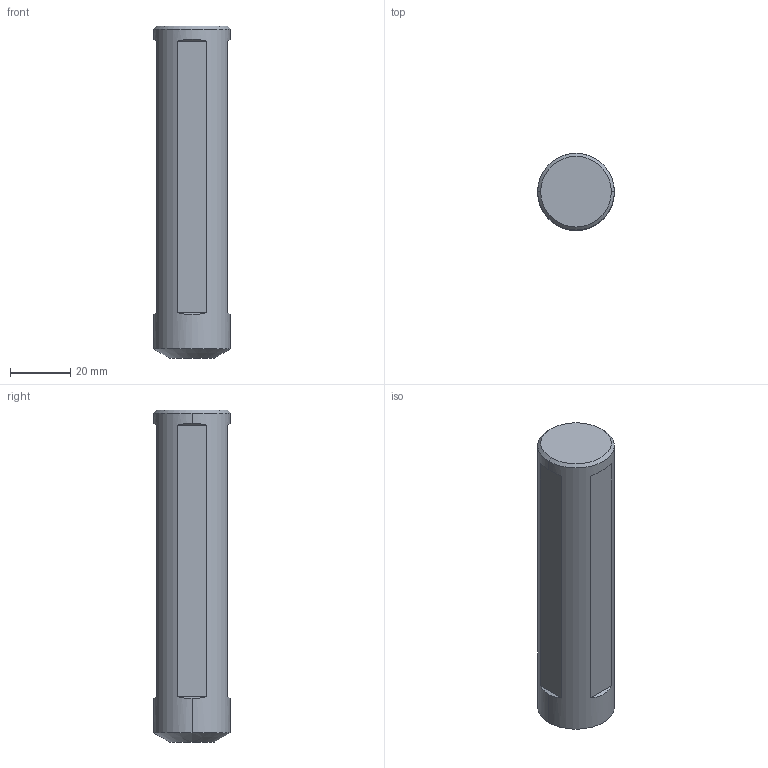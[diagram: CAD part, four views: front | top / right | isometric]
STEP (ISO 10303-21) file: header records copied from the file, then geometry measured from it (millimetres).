
FILE_DESCRIPTION(/* description */ (''),/* implementation_level */ '2;1');
FILE_NAME(/* name */ '1586151574561.stp',/* time_stamp */ '2020-04-06T11:10:01+06:00',/* author */ (''),/* organization */ ('SMS'),/* preprocessor_version */ 'ST-DEVELOPER v16.7',/* originating_system */ 'SIEMENS PLM Software NX 12.0',/* authorisation */ '');
FILE_SCHEMA (('AUTOMOTIVE_DESIGN { 1 0 10303 214 3 1 1 1 }'));
Length unit declared in the file: millimetre
Products named in the file (1): 202036504mod000_00
Bounding box: 25.4 x 25.4 x 110 mm (x, y, z)
Volume: 52169.4 mm3; surface area: 9959.5 mm2
Topology: 1 solids, 1 shells, 22 faces, 47 edges, 33 vertices
Faces by surface type: plane 15, cone 4, cylinder 3
Full cylindrical faces by diameter (mm): 5 x1
Entity records: 653 total; most frequent: CARTESIAN_POINT 141, DIRECTION 96, ORIENTED_EDGE 92, EDGE_CURVE 46, AXIS2_PLACEMENT_3D 36, VERTEX_POINT 30, EDGE_LOOP 26, LINE 24
